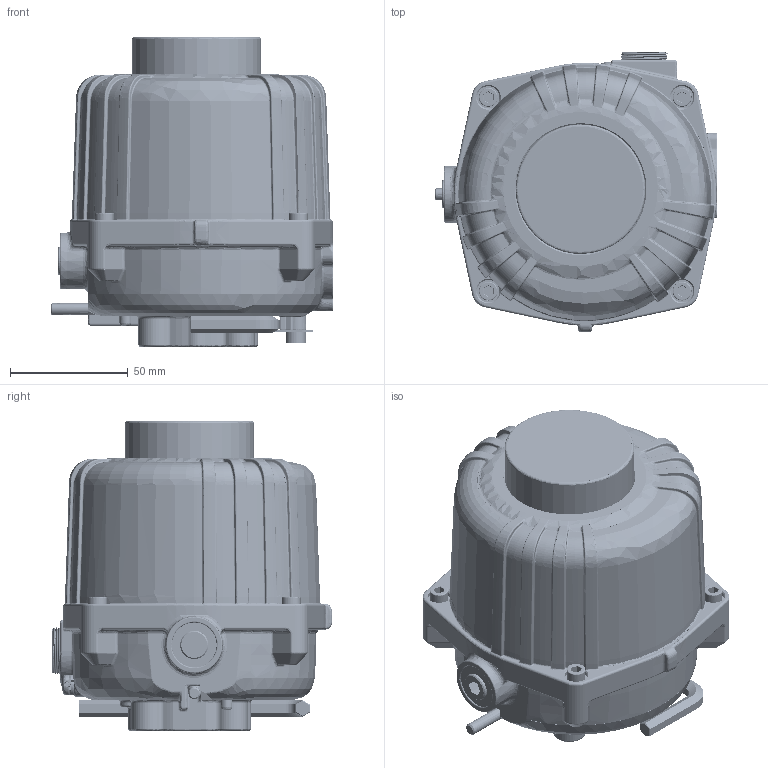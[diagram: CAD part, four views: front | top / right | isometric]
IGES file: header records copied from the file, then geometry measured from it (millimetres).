
Start section: SolidWorks IGES file using analytic representation for surfaces
Global section: file name: RCEL003.IGS; native system: SolidWorks 2018; preprocessor: SolidWorks 2018; author: sara.marklund; date: 180816.144224; units: millimetre
Bounding box: 119.83 x 118.9 x 131.5 mm (x, y, z)
Surface area: 72525.6 mm2 (no closed solid volume)
Topology: 0 solids, 0 shells, 2269 faces, 37276 edges, 37151 vertices
Faces by surface type: revolution 1157, bspline 1112
